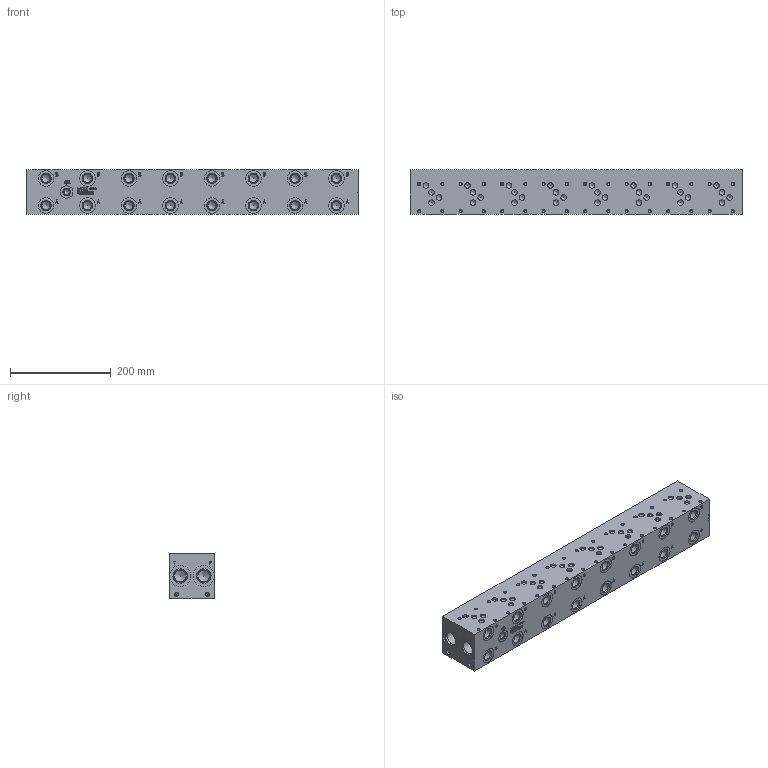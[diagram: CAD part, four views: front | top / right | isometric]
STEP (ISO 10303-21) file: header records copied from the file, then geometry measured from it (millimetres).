
FILE_DESCRIPTION(/* description */ (''),/* implementation_level */ '2;1');
FILE_NAME(/* name */ '_D05P083S.stp',/* time_stamp */ '2022-10-20T12:15:58-04:00',/* author */ ('bobbyh'),/* organization */ (''),/* preprocessor_version */ 'ST-DEVELOPER v18',/* originating_system */ 'Autodesk Inventor 2020',/* authorisation */ '');
FILE_SCHEMA (('AUTOMOTIVE_DESIGN { 1 0 10303 214 3 1 1 }'));
Length unit declared in the file: millimetre
Products named in the file (1): Part_AD05P083S_3D
Bounding box: 660.4 x 88.9 x 88.9 mm (x, y, z)
Volume: 4996211.2 mm3; surface area: 303242 mm2
Topology: 1 solids, 1 shells, 1172 faces, 3198 edges, 2182 vertices
Faces by surface type: plane 554, bspline 257, cylinder 209, cone 152
Full cylindrical faces by diameter (mm): 5.105 x32, 6.35 x32, 6.528 x4, 7.925 x4, 10.719 x1, 11.125 x32, 12.9 x1, 14.275 x1, 14.529 x1, 15.875 x16, 17.501 x16, 19.05 x16, 19.253 x16, 23.012 x4, 24.917 x4, 25.019 x1, 26.99 x2, 27 x2, 27.432 x4, 30.632 x16, 42.037 x4
Entity records: 39057 total; most frequent: CARTESIAN_POINT 9805, ORIENTED_EDGE 6218, DIRECTION 5210, EDGE_CURVE 3109, VERTEX_POINT 2182, LINE 1812, VECTOR 1812, AXIS2_PLACEMENT_3D 1699
